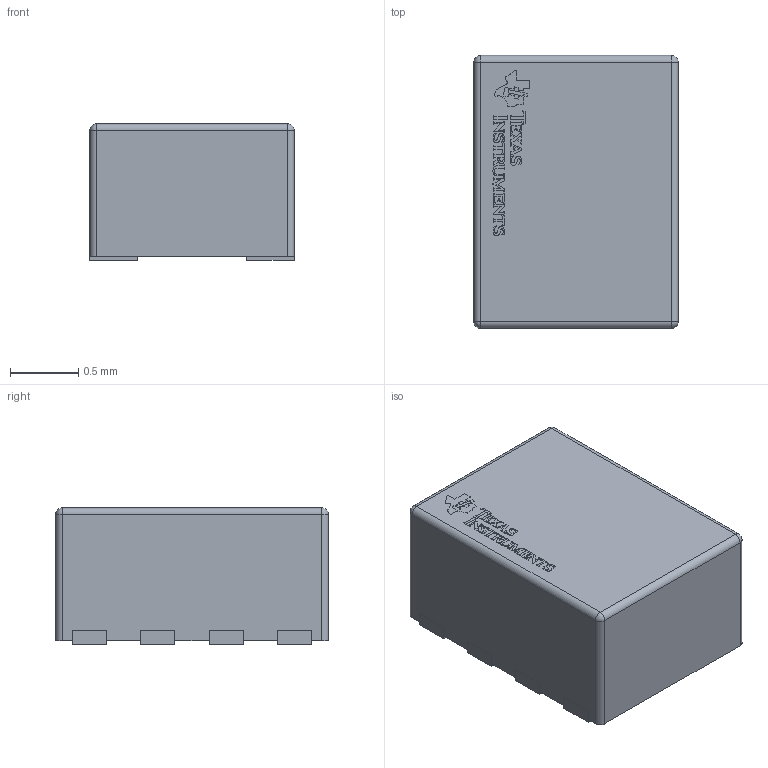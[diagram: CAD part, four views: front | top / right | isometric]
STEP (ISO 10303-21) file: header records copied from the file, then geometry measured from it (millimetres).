
FILE_DESCRIPTION(/* description */ (''),/* implementation_level */ '2;1');
FILE_NAME(/* name */ '1.stp',/* time_stamp */ '2020-07-31T12:28:54+02:00',/* author */ ('k'),/* organization */ (''),/* preprocessor_version */ 'ST-DEVELOPER v15.6',/* originating_system */ 'Autodesk Inventor 2015',/* authorisation */ '');
FILE_SCHEMA (('AUTOMOTIVE_DESIGN { 1 0 10303 214 3 1 1 }'));
Length unit declared in the file: millimetre
Products named in the file (5): FRAME; MOLD; Texas Logo Yury; Texas Logo Yury - Copy; DLC0008B
Bounding box: 1.5 x 2 x 1 mm (x, y, z)
Volume: 3 mm3; surface area: 16 mm2
Topology: 27 solids, 27 shells, 519 faces, 1383 edges, 918 vertices
Faces by surface type: plane 341, bspline 166, cylinder 8, sphere 4
Entity records: 17420 total; most frequent: CARTESIAN_POINT 5487, ORIENTED_EDGE 2766, DIRECTION 1791, EDGE_CURVE 1383, LINE 1035, VECTOR 1035, VERTEX_POINT 918, EDGE_LOOP 523
